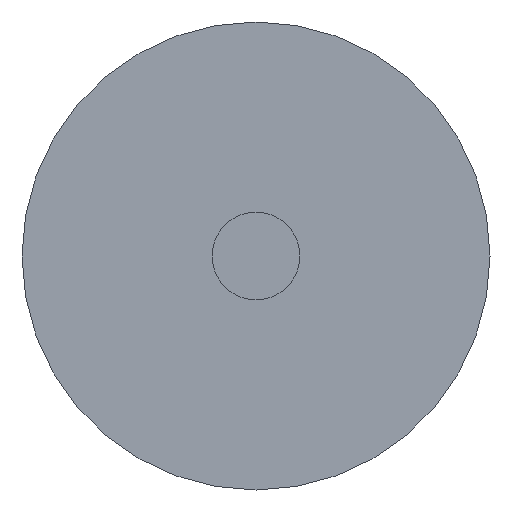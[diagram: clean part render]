
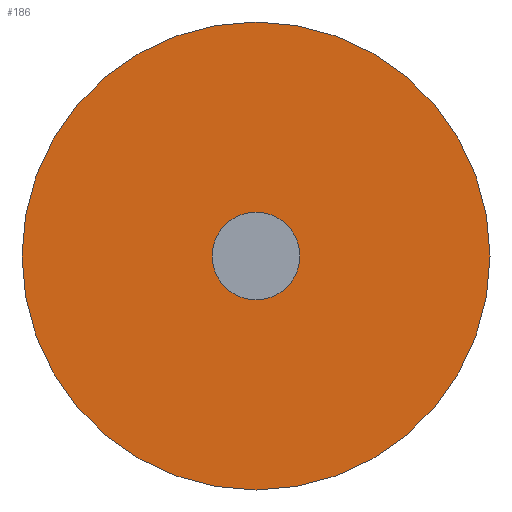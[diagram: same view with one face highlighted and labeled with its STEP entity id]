
A CAD part, front view. The second image highlights one B-rep face of the part: STEP entity #186.
In plain terms, the highlighted planar face has unit normal (0, -1, 0).
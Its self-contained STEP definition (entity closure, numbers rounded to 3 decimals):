
#159 = ORIENTED_EDGE ( 'NONE', *, *, #188, .F. ) ;
#170 = ORIENTED_EDGE ( 'NONE', *, *, #183, .T. ) ;
#183 = EDGE_CURVE ( 'NONE', #474, #470, #1560, .T. ) ;
#186 = ADVANCED_FACE ( 'NONE', ( #1603, #1552 ), #1559, .T. ) ;
#187 = ORIENTED_EDGE ( 'NONE', *, *, #463, .F. ) ;
#188 = EDGE_CURVE ( 'NONE', #456, #458, #1557, .T. ) ;
#197 = EDGE_LOOP ( 'NONE', ( #159, #187 ) ) ;
#198 = ORIENTED_EDGE ( 'NONE', *, *, #517, .T. ) ;
#237 = EDGE_LOOP ( 'NONE', ( #198, #170 ) ) ;
#456 = VERTEX_POINT ( 'NONE', #2148 ) ;
#458 = VERTEX_POINT ( 'NONE', #2197 ) ;
#463 = EDGE_CURVE ( 'NONE', #458, #456, #2140, .T. ) ;
#470 = VERTEX_POINT ( 'NONE', #1980 ) ;
#474 = VERTEX_POINT ( 'NONE', #2174 ) ;
#517 = EDGE_CURVE ( 'NONE', #470, #474, #2289, .T. ) ;
#1549 = DIRECTION ( 'NONE',  ( 0., 0., -1. ) ) ;
#1550 = DIRECTION ( 'NONE',  ( 0., -1., 0. ) ) ;
#1551 = CARTESIAN_POINT ( 'NONE',  ( 0., 0., 0. ) ) ;
#1552 = FACE_OUTER_BOUND ( 'NONE', #237, .T. ) ;
#1553 = AXIS2_PLACEMENT_3D ( 'NONE', #1601, #1596, #1594 ) ;
#1556 = CARTESIAN_POINT ( 'NONE',  ( 0., 0., 0. ) ) ;
#1557 = CIRCLE ( 'NONE', #1553, 7.5 ) ;
#1558 = DIRECTION ( 'NONE',  ( 0., -1., 0. ) ) ;
#1559 = PLANE ( 'NONE',  #1576 ) ;
#1560 = CIRCLE ( 'NONE', #1571, 40. ) ;
#1571 = AXIS2_PLACEMENT_3D ( 'NONE', #1551, #1550, #1549 ) ;
#1576 = AXIS2_PLACEMENT_3D ( 'NONE', #1556, #1558, #1595 ) ;
#1594 = DIRECTION ( 'NONE',  ( 0., 0., -1. ) ) ;
#1595 = DIRECTION ( 'NONE',  ( 0., 0., -1. ) ) ;
#1596 = DIRECTION ( 'NONE',  ( 0., -1., 0. ) ) ;
#1601 = CARTESIAN_POINT ( 'NONE',  ( 0., 0., 0. ) ) ;
#1603 = FACE_BOUND ( 'NONE', #197, .T. ) ;
#1980 = CARTESIAN_POINT ( 'NONE',  ( 0., 0., -40. ) ) ;
#2140 = CIRCLE ( 'NONE', #2204, 7.5 ) ;
#2147 = CARTESIAN_POINT ( 'NONE',  ( 0., 0., 0. ) ) ;
#2148 = CARTESIAN_POINT ( 'NONE',  ( 0., 0., -7.5 ) ) ;
#2174 = CARTESIAN_POINT ( 'NONE',  ( 0., 0., 40. ) ) ;
#2180 = DIRECTION ( 'NONE',  ( 0., 0., -1. ) ) ;
#2181 = DIRECTION ( 'NONE',  ( 0., -1., 0. ) ) ;
#2197 = CARTESIAN_POINT ( 'NONE',  ( 0., 0., 7.5 ) ) ;
#2204 = AXIS2_PLACEMENT_3D ( 'NONE', #2147, #2181, #2180 ) ;
#2283 = DIRECTION ( 'NONE',  ( 0., -1., 0. ) ) ;
#2288 = CARTESIAN_POINT ( 'NONE',  ( 0., 0., 0. ) ) ;
#2289 = CIRCLE ( 'NONE', #2294, 40. ) ;
#2294 = AXIS2_PLACEMENT_3D ( 'NONE', #2288, #2283, #2330 ) ;
#2330 = DIRECTION ( 'NONE',  ( 0., 0., -1. ) ) ;
